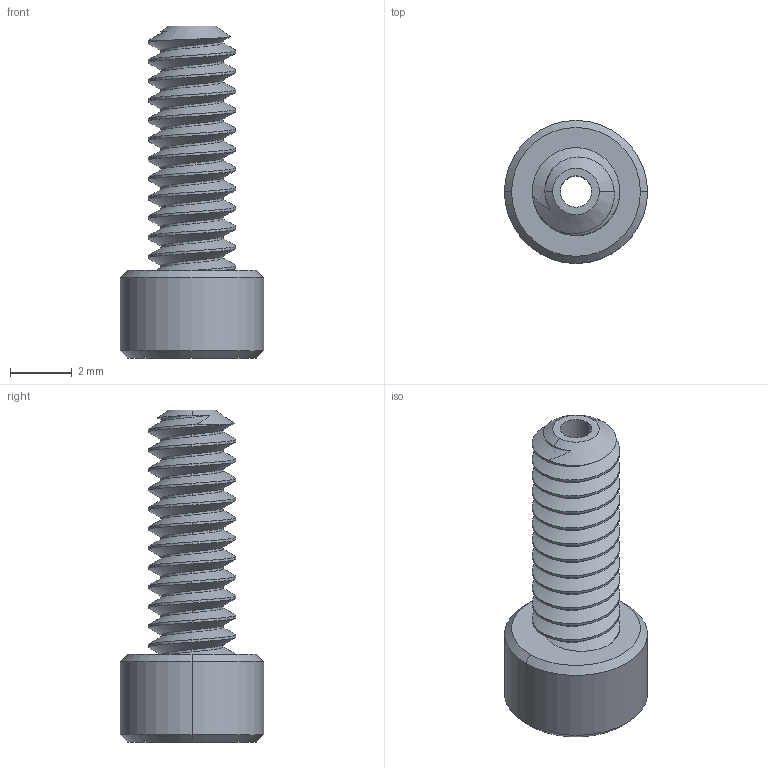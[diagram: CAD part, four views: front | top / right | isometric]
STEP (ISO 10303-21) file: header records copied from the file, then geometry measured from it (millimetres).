
FILE_DESCRIPTION (( 'STEP AP203' ), '1' );
FILE_NAME ('DPLX_P006_BRASS SOCKET HEAD CAP SCREW.STEP', '2018-07-31T17:33:59', ( '' ), ( '' ), 'SwSTEP 2.0', 'SolidWorks 2017', '' );
FILE_SCHEMA (( 'CONFIG_CONTROL_DESIGN' ));
Length unit declared in the file: inch
Products named in the file (1): DPLX_P006_BRASS SOCKET HEAD CAP SCREW
Bounding box: 4.65 x 4.65 x 10.78 mm (x, y, z)
Volume: 68.2 mm3; surface area: 215.2 mm2
Topology: 1 solids, 1 shells, 80 faces, 211 edges, 135 vertices
Faces by surface type: cylinder 55, cone 13, plane 10, bspline 2
Entity records: 3779 total; most frequent: CARTESIAN_POINT 2033, ORIENTED_EDGE 422, DIRECTION 282, EDGE_CURVE 211, VERTEX_POINT 135, AXIS2_PLACEMENT_3D 105, EDGE_LOOP 84, ADVANCED_FACE 80
